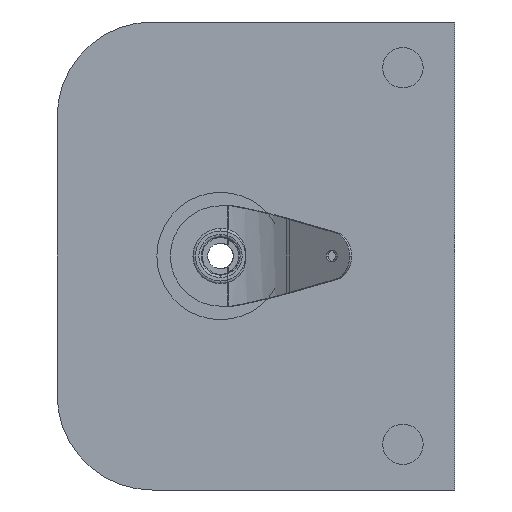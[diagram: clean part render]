
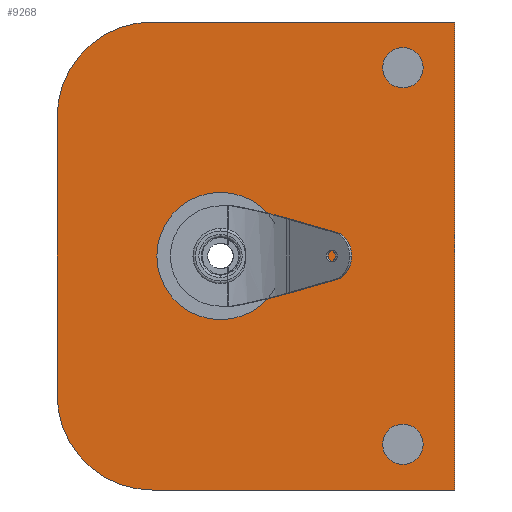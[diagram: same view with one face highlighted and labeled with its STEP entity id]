
A CAD part, left-side view. The second image highlights one B-rep face of the part: STEP entity #9268.
In plain terms, the highlighted planar face has unit normal (-1, 0, 0).
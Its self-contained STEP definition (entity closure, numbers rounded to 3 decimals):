
#156 = DIRECTION ( 'NONE',  ( 0., 0., -1. ) ) ;
#204 = ORIENTED_EDGE ( 'NONE', *, *, #1961, .T. ) ;
#385 = CARTESIAN_POINT ( 'NONE',  ( -79.8, 14.73, 4. ) ) ;
#389 = VERTEX_POINT ( 'NONE', #7471 ) ;
#438 = AXIS2_PLACEMENT_3D ( 'NONE', #9667, #3618, #5640 ) ;
#514 = ORIENTED_EDGE ( 'NONE', *, *, #7663, .F. ) ;
#529 = VERTEX_POINT ( 'NONE', #6628 ) ;
#573 = VERTEX_POINT ( 'NONE', #10570 ) ;
#630 = CARTESIAN_POINT ( 'NONE',  ( -79.8, 25., 14.7 ) ) ;
#786 = FACE_BOUND ( 'NONE', #6552, .T. ) ;
#1001 = LINE ( 'NONE', #4313, #5380 ) ;
#1113 = FACE_BOUND ( 'NONE', #2876, .T. ) ;
#1152 = ORIENTED_EDGE ( 'NONE', *, *, #9764, .F. ) ;
#1282 = AXIS2_PLACEMENT_3D ( 'NONE', #7362, #1374, #8378 ) ;
#1353 = EDGE_CURVE ( 'NONE', #529, #5899, #7953, .T. ) ;
#1355 = VERTEX_POINT ( 'NONE', #12068 ) ;
#1374 = DIRECTION ( 'NONE',  ( 1., 0., 0. ) ) ;
#1378 = CIRCLE ( 'NONE', #5634, 6. ) ;
#1407 = DIRECTION ( 'NONE',  ( 0., 0., 1. ) ) ;
#1921 = CARTESIAN_POINT ( 'NONE',  ( -79.8, 3.27, 11.83 ) ) ;
#1961 = EDGE_CURVE ( 'NONE', #8708, #4259, #1378, .T. ) ;
#2132 = DIRECTION ( 'NONE',  ( 1., 0., 0. ) ) ;
#2486 = VECTOR ( 'NONE', #156, 1000. ) ;
#2662 = ORIENTED_EDGE ( 'NONE', *, *, #10685, .F. ) ;
#2666 = CARTESIAN_POINT ( 'NONE',  ( -79.8, 3.27, -10.56 ) ) ;
#2802 = FACE_BOUND ( 'NONE', #8259, .T. ) ;
#2876 = EDGE_LOOP ( 'NONE', ( #3681, #7847 ) ) ;
#2893 = CIRCLE ( 'NONE', #9855, 4. ) ;
#3103 = VECTOR ( 'NONE', #7639, 1000. ) ;
#3304 = DIRECTION ( 'NONE',  ( 0., 0., -1. ) ) ;
#3369 = ORIENTED_EDGE ( 'NONE', *, *, #4525, .T. ) ;
#3618 = DIRECTION ( 'NONE',  ( -1., 0., 0. ) ) ;
#3681 = ORIENTED_EDGE ( 'NONE', *, *, #7368, .F. ) ;
#3838 = ORIENTED_EDGE ( 'NONE', *, *, #11992, .T. ) ;
#4021 = CARTESIAN_POINT ( 'NONE',  ( -79.8, 3.27, 13.1 ) ) ;
#4168 = VERTEX_POINT ( 'NONE', #2666 ) ;
#4259 = VERTEX_POINT ( 'NONE', #12652 ) ;
#4313 = CARTESIAN_POINT ( 'NONE',  ( -79.8, 25., -14.7 ) ) ;
#4358 = DIRECTION ( 'NONE',  ( -1., 0., 0. ) ) ;
#4525 = EDGE_CURVE ( 'NONE', #1355, #8708, #8315, .T. ) ;
#4828 = LINE ( 'NONE', #630, #3103 ) ;
#4837 = CARTESIAN_POINT ( 'NONE',  ( -79.8, 25., -8.7 ) ) ;
#4939 = AXIS2_PLACEMENT_3D ( 'NONE', #5512, #7407, #8341 ) ;
#5104 = CARTESIAN_POINT ( 'NONE',  ( -79.8, 14.73, -4. ) ) ;
#5238 = DIRECTION ( 'NONE',  ( -1., 0., 0. ) ) ;
#5380 = VECTOR ( 'NONE', #6263, 1000. ) ;
#5439 = EDGE_CURVE ( 'NONE', #4259, #7964, #1001, .T. ) ;
#5512 = CARTESIAN_POINT ( 'NONE',  ( -79.8, 19., 8.7 ) ) ;
#5537 = DIRECTION ( 'NONE',  ( -1., 0., 0. ) ) ;
#5634 = AXIS2_PLACEMENT_3D ( 'NONE', #11575, #5537, #1407 ) ;
#5640 = DIRECTION ( 'NONE',  ( 0., 0., 1. ) ) ;
#5773 = LINE ( 'NONE', #6270, #10373 ) ;
#5899 = VERTEX_POINT ( 'NONE', #4021 ) ;
#5985 = CIRCLE ( 'NONE', #1282, 4. ) ;
#6037 = DIRECTION ( 'NONE',  ( 0., 0., 1. ) ) ;
#6113 = CARTESIAN_POINT ( 'NONE',  ( -79.8, 14.73, 0. ) ) ;
#6263 = DIRECTION ( 'NONE',  ( 0., -1., 0. ) ) ;
#6270 = CARTESIAN_POINT ( 'NONE',  ( -79.8, 0., 0. ) ) ;
#6416 = AXIS2_PLACEMENT_3D ( 'NONE', #10064, #5238, #10274 ) ;
#6474 = CIRCLE ( 'NONE', #6416, 1.27 ) ;
#6552 = EDGE_LOOP ( 'NONE', ( #7452, #514 ) ) ;
#6628 = CARTESIAN_POINT ( 'NONE',  ( -79.8, 3.27, 10.56 ) ) ;
#6767 = AXIS2_PLACEMENT_3D ( 'NONE', #10390, #4358, #8035 ) ;
#6876 = DIRECTION ( 'NONE',  ( -1., 0., 0. ) ) ;
#7216 = EDGE_CURVE ( 'NONE', #11482, #10343, #5985, .T. ) ;
#7362 = CARTESIAN_POINT ( 'NONE',  ( -79.8, 14.73, 0. ) ) ;
#7368 = EDGE_CURVE ( 'NONE', #5899, #529, #12452, .T. ) ;
#7407 = DIRECTION ( 'NONE',  ( -1., 0., 0. ) ) ;
#7452 = ORIENTED_EDGE ( 'NONE', *, *, #10292, .F. ) ;
#7471 = CARTESIAN_POINT ( 'NONE',  ( -79.8, 19., 14.7 ) ) ;
#7639 = DIRECTION ( 'NONE',  ( 0., -1., 0. ) ) ;
#7663 = EDGE_CURVE ( 'NONE', #573, #4168, #6474, .T. ) ;
#7741 = ORIENTED_EDGE ( 'NONE', *, *, #12906, .T. ) ;
#7847 = ORIENTED_EDGE ( 'NONE', *, *, #1353, .F. ) ;
#7953 = CIRCLE ( 'NONE', #10210, 1.27 ) ;
#7964 = VERTEX_POINT ( 'NONE', #11775 ) ;
#8035 = DIRECTION ( 'NONE',  ( 0., 0., 1. ) ) ;
#8251 = DIRECTION ( 'NONE',  ( 0., 0., 1. ) ) ;
#8259 = EDGE_LOOP ( 'NONE', ( #7741, #12187 ) ) ;
#8315 = LINE ( 'NONE', #10859, #2486 ) ;
#8341 = DIRECTION ( 'NONE',  ( 0., 0., 1. ) ) ;
#8378 = DIRECTION ( 'NONE',  ( 0., 0., -1. ) ) ;
#8708 = VERTEX_POINT ( 'NONE', #4837 ) ;
#9268 = ADVANCED_FACE ( 'NONE', ( #11629, #1113, #786, #2802 ), #11982, .T. ) ;
#9394 = CIRCLE ( 'NONE', #4939, 6. ) ;
#9421 = CIRCLE ( 'NONE', #6767, 1.27 ) ;
#9620 = ORIENTED_EDGE ( 'NONE', *, *, #5439, .T. ) ;
#9667 = CARTESIAN_POINT ( 'NONE',  ( -79.8, 3.27, 11.83 ) ) ;
#9764 = EDGE_CURVE ( 'NONE', #12295, #7964, #5773, .T. ) ;
#9854 = EDGE_LOOP ( 'NONE', ( #3369, #204, #9620, #1152, #2662, #3838 ) ) ;
#9855 = AXIS2_PLACEMENT_3D ( 'NONE', #6113, #2132, #12182 ) ;
#10064 = CARTESIAN_POINT ( 'NONE',  ( -79.8, 3.27, -11.83 ) ) ;
#10067 = CARTESIAN_POINT ( 'NONE',  ( -79.8, 0., 14.7 ) ) ;
#10210 = AXIS2_PLACEMENT_3D ( 'NONE', #1921, #11056, #6037 ) ;
#10274 = DIRECTION ( 'NONE',  ( 0., 0., 1. ) ) ;
#10292 = EDGE_CURVE ( 'NONE', #4168, #573, #9421, .T. ) ;
#10343 = VERTEX_POINT ( 'NONE', #385 ) ;
#10373 = VECTOR ( 'NONE', #3304, 1000. ) ;
#10390 = CARTESIAN_POINT ( 'NONE',  ( -79.8, 3.27, -11.83 ) ) ;
#10489 = AXIS2_PLACEMENT_3D ( 'NONE', #11021, #6876, #8251 ) ;
#10570 = CARTESIAN_POINT ( 'NONE',  ( -79.8, 3.27, -13.1 ) ) ;
#10685 = EDGE_CURVE ( 'NONE', #389, #12295, #4828, .T. ) ;
#10859 = CARTESIAN_POINT ( 'NONE',  ( -79.8, 25., 0. ) ) ;
#11021 = CARTESIAN_POINT ( 'NONE',  ( -79.8, 25., 0. ) ) ;
#11056 = DIRECTION ( 'NONE',  ( -1., 0., 0. ) ) ;
#11482 = VERTEX_POINT ( 'NONE', #5104 ) ;
#11575 = CARTESIAN_POINT ( 'NONE',  ( -79.8, 19., -8.7 ) ) ;
#11629 = FACE_OUTER_BOUND ( 'NONE', #9854, .T. ) ;
#11775 = CARTESIAN_POINT ( 'NONE',  ( -79.8, 0., -14.7 ) ) ;
#11982 = PLANE ( 'NONE',  #10489 ) ;
#11992 = EDGE_CURVE ( 'NONE', #389, #1355, #9394, .T. ) ;
#12068 = CARTESIAN_POINT ( 'NONE',  ( -79.8, 25., 8.7 ) ) ;
#12182 = DIRECTION ( 'NONE',  ( 0., 0., -1. ) ) ;
#12187 = ORIENTED_EDGE ( 'NONE', *, *, #7216, .T. ) ;
#12295 = VERTEX_POINT ( 'NONE', #10067 ) ;
#12452 = CIRCLE ( 'NONE', #438, 1.27 ) ;
#12652 = CARTESIAN_POINT ( 'NONE',  ( -79.8, 19., -14.7 ) ) ;
#12906 = EDGE_CURVE ( 'NONE', #10343, #11482, #2893, .T. ) ;
